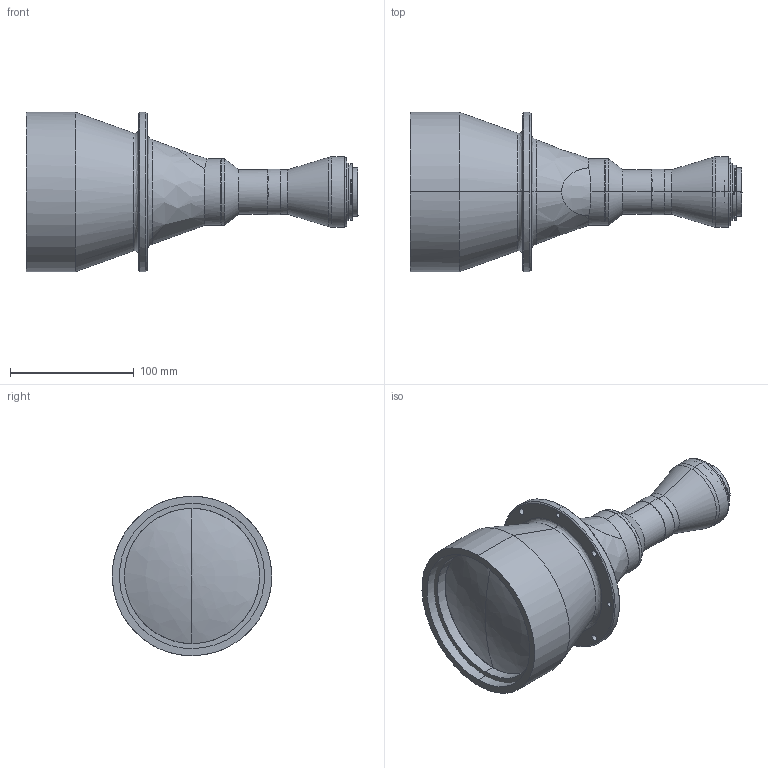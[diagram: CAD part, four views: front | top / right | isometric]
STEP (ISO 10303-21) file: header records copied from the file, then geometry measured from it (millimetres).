
FILE_DESCRIPTION (( 'STEP AP203' ), '1' );
FILE_NAME ('610026.STEP', '2021-08-09T05:36:29', ( '' ), ( '' ), 'SwSTEP 2.0', 'SolidWorks 2020', '' );
FILE_SCHEMA (( 'CONFIG_CONTROL_DESIGN' ));
Length unit declared in the file: millimetre
Products named in the file (1): 610026
Bounding box: 268.52 x 128.96 x 129 mm (x, y, z)
Surface area: 141676.3 mm2 (no closed solid volume)
Topology: 0 solids, 12 shells, 261 faces, 672 edges, 446 vertices
Faces by surface type: bspline 248, cone 7, cylinder 4, plane 2
Entity records: 15546 total; most frequent: CARTESIAN_POINT 11521, ORIENTED_EDGE 1320, EDGE_CURVE 668, B_SPLINE_CURVE_WITH_KNOTS 463, VERTEX_POINT 446, EDGE_LOOP 314, FACE_OUTER_BOUND 261, ADVANCED_FACE 261
